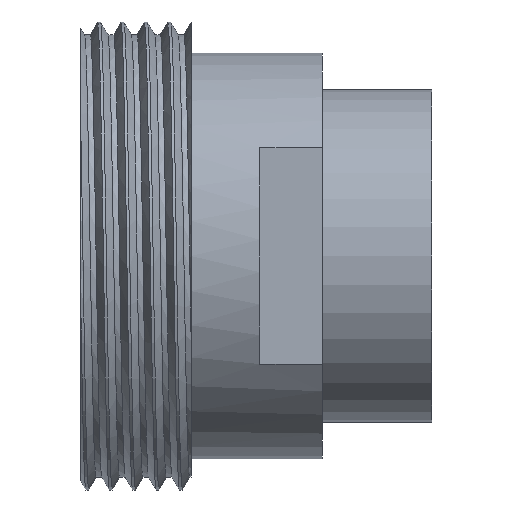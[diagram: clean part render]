
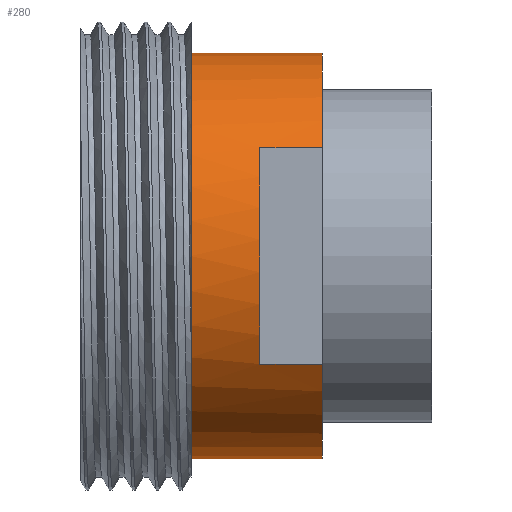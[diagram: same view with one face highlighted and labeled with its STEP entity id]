
A CAD part, front view. The second image highlights one B-rep face of the part: STEP entity #280.
In plain terms, the highlighted cylindrical face has radius 13 mm (diameter 26 mm), a partial arc.
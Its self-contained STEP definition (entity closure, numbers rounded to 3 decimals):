
#8 = VECTOR ( 'NONE', #785, 1000. ) ;
#11 = ORIENTED_EDGE ( 'NONE', *, *, #839, .T. ) ;
#67 = CARTESIAN_POINT ( 'NONE',  ( -0.406, 0., 13. ) ) ;
#100 = VERTEX_POINT ( 'NONE', #418 ) ;
#109 = VECTOR ( 'NONE', #1123, 1000. ) ;
#125 = DIRECTION ( 'NONE',  ( 0., 0., -1. ) ) ;
#130 = CARTESIAN_POINT ( 'NONE',  ( 4., -11., -6.928 ) ) ;
#161 = DIRECTION ( 'NONE',  ( 0., 0., 1. ) ) ;
#172 = VERTEX_POINT ( 'NONE', #187 ) ;
#180 = FACE_OUTER_BOUND ( 'NONE', #552, .T. ) ;
#187 = CARTESIAN_POINT ( 'NONE',  ( 8., 0., 13. ) ) ;
#188 = DIRECTION ( 'NONE',  ( 1., 0., 0. ) ) ;
#280 = ADVANCED_FACE ( 'NONE', ( #180 ), #1091, .T. ) ;
#281 = ORIENTED_EDGE ( 'NONE', *, *, #292, .F. ) ;
#292 = EDGE_CURVE ( 'NONE', #662, #100, #1389, .T. ) ;
#317 = EDGE_CURVE ( 'NONE', #662, #172, #519, .T. ) ;
#321 = DIRECTION ( 'NONE',  ( -1., 0., 0. ) ) ;
#380 = ORIENTED_EDGE ( 'NONE', *, *, #520, .F. ) ;
#388 = CARTESIAN_POINT ( 'NONE',  ( -0.406, 0., -13. ) ) ;
#409 = ORIENTED_EDGE ( 'NONE', *, *, #1915, .T. ) ;
#418 = CARTESIAN_POINT ( 'NONE',  ( 4., -11., 6.928 ) ) ;
#451 = AXIS2_PLACEMENT_3D ( 'NONE', #563, #690, #539 ) ;
#455 = CARTESIAN_POINT ( 'NONE',  ( 4., 0., 0. ) ) ;
#477 = CARTESIAN_POINT ( 'NONE',  ( -36.703, 0., 13. ) ) ;
#486 = CARTESIAN_POINT ( 'NONE',  ( 8., 0., 0. ) ) ;
#508 = AXIS2_PLACEMENT_3D ( 'NONE', #455, #1678, #125 ) ;
#519 = CIRCLE ( 'NONE', #1041, 13. ) ;
#520 = EDGE_CURVE ( 'NONE', #100, #1187, #1124, .T. ) ;
#539 = DIRECTION ( 'NONE',  ( 0., 0., 1. ) ) ;
#552 = EDGE_LOOP ( 'NONE', ( #999, #11, #1651, #380, #281, #1838, #409, #1793 ) ) ;
#553 = DIRECTION ( 'NONE',  ( 0., 0., 1. ) ) ;
#563 = CARTESIAN_POINT ( 'NONE',  ( -0.406, 0., 0. ) ) ;
#610 = CARTESIAN_POINT ( 'NONE',  ( -36.703, -11., -6.928 ) ) ;
#613 = AXIS2_PLACEMENT_3D ( 'NONE', #1633, #1621, #553 ) ;
#660 = CARTESIAN_POINT ( 'NONE',  ( 8., -11., -6.928 ) ) ;
#662 = VERTEX_POINT ( 'NONE', #1400 ) ;
#690 = DIRECTION ( 'NONE',  ( -1., 0., 0. ) ) ;
#710 = CIRCLE ( 'NONE', #613, 13. ) ;
#768 = DIRECTION ( 'NONE',  ( 0., 0., 1. ) ) ;
#785 = DIRECTION ( 'NONE',  ( -1., 0., 0. ) ) ;
#786 = CARTESIAN_POINT ( 'NONE',  ( -36.703, -11., 6.928 ) ) ;
#839 = EDGE_CURVE ( 'NONE', #1258, #1745, #710, .T. ) ;
#840 = VERTEX_POINT ( 'NONE', #388 ) ;
#864 = VERTEX_POINT ( 'NONE', #67 ) ;
#918 = LINE ( 'NONE', #477, #8 ) ;
#925 = EDGE_CURVE ( 'NONE', #840, #864, #1272, .T. ) ;
#999 = ORIENTED_EDGE ( 'NONE', *, *, #1347, .F. ) ;
#1041 = AXIS2_PLACEMENT_3D ( 'NONE', #486, #1098, #768 ) ;
#1091 = CYLINDRICAL_SURFACE ( 'NONE', #1837, 13. ) ;
#1098 = DIRECTION ( 'NONE',  ( -1., 0., 0. ) ) ;
#1123 = DIRECTION ( 'NONE',  ( -1., 0., 0. ) ) ;
#1124 = CIRCLE ( 'NONE', #508, 13. ) ;
#1187 = VERTEX_POINT ( 'NONE', #130 ) ;
#1224 = VECTOR ( 'NONE', #1398, 1000. ) ;
#1258 = VERTEX_POINT ( 'NONE', #1719 ) ;
#1272 = CIRCLE ( 'NONE', #451, 13. ) ;
#1347 = EDGE_CURVE ( 'NONE', #1258, #840, #1447, .T. ) ;
#1389 = LINE ( 'NONE', #786, #1224 ) ;
#1398 = DIRECTION ( 'NONE',  ( -1., 0., 0. ) ) ;
#1400 = CARTESIAN_POINT ( 'NONE',  ( 8., -11., 6.928 ) ) ;
#1447 = LINE ( 'NONE', #1870, #109 ) ;
#1541 = CARTESIAN_POINT ( 'NONE',  ( -36.703, 0., 0. ) ) ;
#1543 = LINE ( 'NONE', #610, #1883 ) ;
#1621 = DIRECTION ( 'NONE',  ( -1., 0., 0. ) ) ;
#1622 = EDGE_CURVE ( 'NONE', #1187, #1745, #1543, .T. ) ;
#1633 = CARTESIAN_POINT ( 'NONE',  ( 8., 0., 0. ) ) ;
#1651 = ORIENTED_EDGE ( 'NONE', *, *, #1622, .F. ) ;
#1678 = DIRECTION ( 'NONE',  ( 1., 0., 0. ) ) ;
#1719 = CARTESIAN_POINT ( 'NONE',  ( 8., 0., -13. ) ) ;
#1745 = VERTEX_POINT ( 'NONE', #660 ) ;
#1793 = ORIENTED_EDGE ( 'NONE', *, *, #925, .F. ) ;
#1837 = AXIS2_PLACEMENT_3D ( 'NONE', #1541, #321, #161 ) ;
#1838 = ORIENTED_EDGE ( 'NONE', *, *, #317, .T. ) ;
#1870 = CARTESIAN_POINT ( 'NONE',  ( -36.703, 0., -13. ) ) ;
#1883 = VECTOR ( 'NONE', #188, 1000. ) ;
#1915 = EDGE_CURVE ( 'NONE', #172, #864, #918, .T. ) ;
